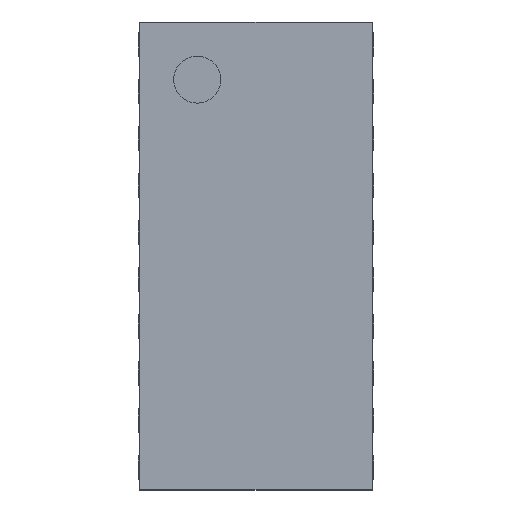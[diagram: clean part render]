
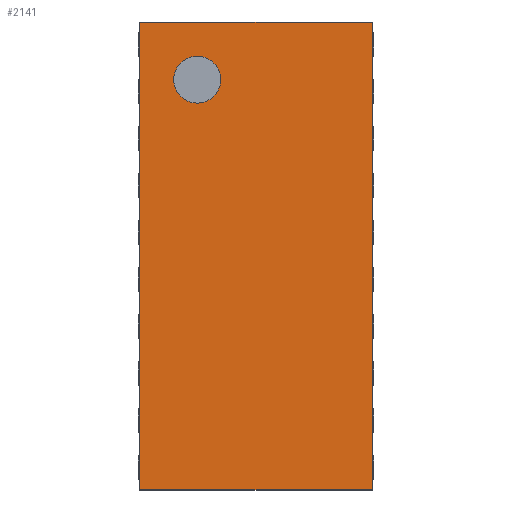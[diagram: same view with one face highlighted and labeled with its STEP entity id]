
A CAD part, top view. The second image highlights one B-rep face of the part: STEP entity #2141.
In plain terms, the highlighted planar face has unit normal (0, 0, 1).
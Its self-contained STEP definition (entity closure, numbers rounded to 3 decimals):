
#13=DIRECTION('',(0.,0.,1.));
#148=VECTOR('',#149,1.);
#149=DIRECTION('',(0.,-1.,0.));
#155=VECTOR('',#156,1.);
#156=DIRECTION('',(1.,0.,0.));
#603=VERTEX_POINT('',#604);
#604=CARTESIAN_POINT('',(0.99,1.99,0.52));
#607=EDGE_CURVE('',#603,#608,#610,.T.);
#608=VERTEX_POINT('',#609);
#609=CARTESIAN_POINT('',(0.99,-1.99,0.52));
#610=LINE('',#604,#148);
#776=VERTEX_POINT('',#777);
#777=CARTESIAN_POINT('',(-0.99,1.99,0.52));
#780=ORIENTED_EDGE('',*,*,#781,.F.);
#781=EDGE_CURVE('',#776,#603,#782,.T.);
#782=LINE('',#777,#155);
#790=ORIENTED_EDGE('',*,*,#791,.T.);
#791=EDGE_CURVE('',#776,#792,#794,.T.);
#792=VERTEX_POINT('',#793);
#793=CARTESIAN_POINT('',(-0.99,-1.99,0.52));
#794=LINE('',#777,#148);
#2137=EDGE_CURVE('',#792,#608,#2138,.T.);
#2138=LINE('',#793,#155);
#2141=ADVANCED_FACE('',(#2142,#2146),#2156,.T.);
#2142=FACE_BOUND('',#2143,.T.);
#2143=EDGE_LOOP('',(#780,#790,#2144,#2145));
#2144=ORIENTED_EDGE('',*,*,#2137,.T.);
#2145=ORIENTED_EDGE('',*,*,#607,.F.);
#2146=FACE_BOUND('',#2147,.T.);
#2147=EDGE_LOOP('',(#2148));
#2148=ORIENTED_EDGE('',*,*,#2149,.T.);
#2149=EDGE_CURVE('',#2150,#2150,#2152,.T.);
#2150=VERTEX_POINT('',#2151);
#2151=CARTESIAN_POINT('',(-0.5,1.3,0.52));
#2152=CIRCLE('',#2153,0.2);
#2153=AXIS2_PLACEMENT_3D('',#2154,#2155,#149);
#2154=CARTESIAN_POINT('',(-0.5,1.5,0.52));
#2155=DIRECTION('',(0.,-0.,-1.));
#2156=PLANE('',#2157);
#2157=AXIS2_PLACEMENT_3D('',#777,#13,#149);
